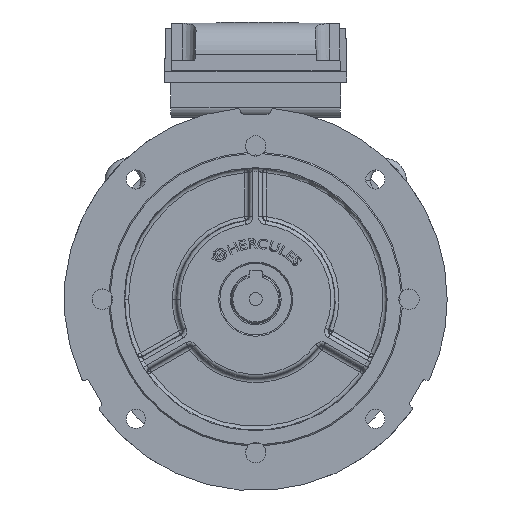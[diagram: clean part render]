
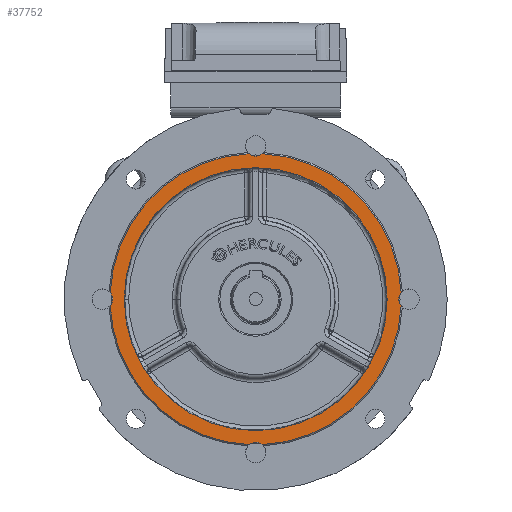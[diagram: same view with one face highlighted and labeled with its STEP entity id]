
A CAD part, top view. The second image highlights one B-rep face of the part: STEP entity #37752.
In plain terms, the highlighted planar face has unit normal (0, 0, 1).
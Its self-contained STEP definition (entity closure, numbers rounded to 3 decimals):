
#114 = EDGE_CURVE ( 'NONE', #4028, #25276, #30551, .T. ) ;
#605 = ORIENTED_EDGE ( 'NONE', *, *, #82907, .T. ) ;
#1113 = CIRCLE ( 'NONE', #34071, 8. ) ;
#2266 = VERTEX_POINT ( 'NONE', #70247 ) ;
#2473 = EDGE_CURVE ( 'NONE', #25276, #59423, #34901, .T. ) ;
#4028 = VERTEX_POINT ( 'NONE', #76734 ) ;
#5428 = VERTEX_POINT ( 'NONE', #65352 ) ;
#5539 = DIRECTION ( 'NONE',  ( 1., 0., 0. ) ) ;
#5994 = DIRECTION ( 'NONE',  ( 1., 0., 0. ) ) ;
#6389 = CARTESIAN_POINT ( 'NONE',  ( -5.156, -113.883, 66.5 ) ) ;
#7131 = CIRCLE ( 'NONE', #68709, 114. ) ;
#7300 = DIRECTION ( 'NONE',  ( 0., 0., -1. ) ) ;
#9231 = EDGE_CURVE ( 'NONE', #4028, #87280, #56121, .T. ) ;
#9587 = CARTESIAN_POINT ( 'NONE',  ( 0., -120., 66.5 ) ) ;
#10211 = AXIS2_PLACEMENT_3D ( 'NONE', #48956, #61971, #29239 ) ;
#11122 = EDGE_CURVE ( 'NONE', #17232, #43133, #28932, .T. ) ;
#11747 = CIRCLE ( 'NONE', #64726, 8. ) ;
#14111 = DIRECTION ( 'NONE',  ( 0., 0., 1. ) ) ;
#14283 = DIRECTION ( 'NONE',  ( 0., 0., 1. ) ) ;
#14821 = VERTEX_POINT ( 'NONE', #76326 ) ;
#16100 = CARTESIAN_POINT ( 'NONE',  ( -5.156, 113.883, 66.5 ) ) ;
#16178 = DIRECTION ( 'NONE',  ( 0., 1., 0. ) ) ;
#16851 = VERTEX_POINT ( 'NONE', #6389 ) ;
#17232 = VERTEX_POINT ( 'NONE', #20234 ) ;
#17508 = CARTESIAN_POINT ( 'NONE',  ( -120., 0., 66.5 ) ) ;
#18815 = CIRCLE ( 'NONE', #10211, 114. ) ;
#19300 = DIRECTION ( 'NONE',  ( 0., -1., 0. ) ) ;
#20234 = CARTESIAN_POINT ( 'NONE',  ( -102.93, 0., 66.5 ) ) ;
#21205 = CARTESIAN_POINT ( 'NONE',  ( 113.883, -5.156, 66.5 ) ) ;
#21466 = ORIENTED_EDGE ( 'NONE', *, *, #46146, .T. ) ;
#21477 = FACE_OUTER_BOUND ( 'NONE', #86551, .T. ) ;
#22879 = CARTESIAN_POINT ( 'NONE',  ( 0., 0., 66.5 ) ) ;
#25276 = VERTEX_POINT ( 'NONE', #81012 ) ;
#25940 = ORIENTED_EDGE ( 'NONE', *, *, #71997, .T. ) ;
#25993 = DIRECTION ( 'NONE',  ( 0., 0., 1. ) ) ;
#26652 = DIRECTION ( 'NONE',  ( 0., 0., 1. ) ) ;
#26876 = FACE_BOUND ( 'NONE', #73164, .T. ) ;
#27108 = DIRECTION ( 'NONE',  ( 1., 0., 0. ) ) ;
#28932 = CIRCLE ( 'NONE', #66072, 102.93 ) ;
#29144 = AXIS2_PLACEMENT_3D ( 'NONE', #87354, #25993, #19300 ) ;
#29183 = AXIS2_PLACEMENT_3D ( 'NONE', #74109, #7300, #5539 ) ;
#29239 = DIRECTION ( 'NONE',  ( 1., 0., 0. ) ) ;
#29444 = ORIENTED_EDGE ( 'NONE', *, *, #2473, .F. ) ;
#30551 = CIRCLE ( 'NONE', #29144, 8. ) ;
#32389 = EDGE_CURVE ( 'NONE', #2266, #14821, #1113, .T. ) ;
#32580 = CARTESIAN_POINT ( 'NONE',  ( 120., 0., 66.5 ) ) ;
#33625 = ORIENTED_EDGE ( 'NONE', *, *, #63150, .T. ) ;
#33854 = CARTESIAN_POINT ( 'NONE',  ( 0., 0., 66.5 ) ) ;
#34071 = AXIS2_PLACEMENT_3D ( 'NONE', #17508, #85982, #16178 ) ;
#34901 = CIRCLE ( 'NONE', #53494, 8. ) ;
#35352 = EDGE_CURVE ( 'NONE', #68766, #87280, #67058, .T. ) ;
#37673 = DIRECTION ( 'NONE',  ( 0., 0., 1. ) ) ;
#37752 = ADVANCED_FACE ( 'NONE', ( #21477, #26876 ), #49255, .T. ) ;
#41438 = DIRECTION ( 'NONE',  ( 0., 0., -1. ) ) ;
#41656 = DIRECTION ( 'NONE',  ( 0., 1., 0. ) ) ;
#42436 = VERTEX_POINT ( 'NONE', #70292 ) ;
#43133 = VERTEX_POINT ( 'NONE', #83955 ) ;
#44800 = ORIENTED_EDGE ( 'NONE', *, *, #83730, .F. ) ;
#46146 = EDGE_CURVE ( 'NONE', #43133, #17232, #67875, .T. ) ;
#46800 = ORIENTED_EDGE ( 'NONE', *, *, #9231, .T. ) ;
#47948 = CARTESIAN_POINT ( 'NONE',  ( -120., 0., 66.5 ) ) ;
#48956 = CARTESIAN_POINT ( 'NONE',  ( 0., 0., 66.5 ) ) ;
#49255 = PLANE ( 'NONE',  #60291 ) ;
#50232 = DIRECTION ( 'NONE',  ( 1., 0., 0. ) ) ;
#51912 = ORIENTED_EDGE ( 'NONE', *, *, #66243, .F. ) ;
#53494 = AXIS2_PLACEMENT_3D ( 'NONE', #32580, #71996, #86748 ) ;
#53630 = ORIENTED_EDGE ( 'NONE', *, *, #32389, .F. ) ;
#54223 = CARTESIAN_POINT ( 'NONE',  ( 0., 95., 66.5 ) ) ;
#55520 = CARTESIAN_POINT ( 'NONE',  ( 0., 120., 66.5 ) ) ;
#56121 = CIRCLE ( 'NONE', #81854, 114. ) ;
#56679 = DIRECTION ( 'NONE',  ( 0., 0., 1. ) ) ;
#59423 = VERTEX_POINT ( 'NONE', #21205 ) ;
#60291 = AXIS2_PLACEMENT_3D ( 'NONE', #54223, #68542, #81502 ) ;
#61174 = DIRECTION ( 'NONE',  ( 1., 0., 0. ) ) ;
#61971 = DIRECTION ( 'NONE',  ( 0., 0., 1. ) ) ;
#62243 = DIRECTION ( 'NONE',  ( 1., 0., 0. ) ) ;
#63150 = EDGE_CURVE ( 'NONE', #2266, #16851, #18815, .T. ) ;
#64726 = AXIS2_PLACEMENT_3D ( 'NONE', #47948, #75681, #41656 ) ;
#65185 = CIRCLE ( 'NONE', #68066, 114. ) ;
#65352 = CARTESIAN_POINT ( 'NONE',  ( 5.156, -113.883, 66.5 ) ) ;
#66072 = AXIS2_PLACEMENT_3D ( 'NONE', #68767, #41438, #61174 ) ;
#66243 = EDGE_CURVE ( 'NONE', #14821, #42436, #11747, .T. ) ;
#67058 = CIRCLE ( 'NONE', #78441, 8. ) ;
#67875 = CIRCLE ( 'NONE', #29183, 102.93 ) ;
#68066 = AXIS2_PLACEMENT_3D ( 'NONE', #33854, #26652, #5994 ) ;
#68542 = DIRECTION ( 'NONE',  ( 0., 0., 1. ) ) ;
#68709 = AXIS2_PLACEMENT_3D ( 'NONE', #75895, #14111, #27108 ) ;
#68766 = VERTEX_POINT ( 'NONE', #16100 ) ;
#68767 = CARTESIAN_POINT ( 'NONE',  ( 0., 0., 66.5 ) ) ;
#70247 = CARTESIAN_POINT ( 'NONE',  ( -113.883, -5.156, 66.5 ) ) ;
#70292 = CARTESIAN_POINT ( 'NONE',  ( -113.883, 5.156, 66.5 ) ) ;
#71996 = DIRECTION ( 'NONE',  ( 0., 0., 1. ) ) ;
#71997 = EDGE_CURVE ( 'NONE', #68766, #42436, #7131, .T. ) ;
#73164 = EDGE_LOOP ( 'NONE', ( #21466, #84356 ) ) ;
#74109 = CARTESIAN_POINT ( 'NONE',  ( 0., 0., 66.5 ) ) ;
#75245 = CIRCLE ( 'NONE', #86684, 8. ) ;
#75681 = DIRECTION ( 'NONE',  ( 0., 0., 1. ) ) ;
#75895 = CARTESIAN_POINT ( 'NONE',  ( 0., 0., 66.5 ) ) ;
#76326 = CARTESIAN_POINT ( 'NONE',  ( -112., 0., 66.5 ) ) ;
#76734 = CARTESIAN_POINT ( 'NONE',  ( 113.883, 5.156, 66.5 ) ) ;
#77905 = CARTESIAN_POINT ( 'NONE',  ( 5.156, 113.883, 66.5 ) ) ;
#78441 = AXIS2_PLACEMENT_3D ( 'NONE', #55520, #14283, #62243 ) ;
#79552 = ORIENTED_EDGE ( 'NONE', *, *, #35352, .F. ) ;
#79960 = ORIENTED_EDGE ( 'NONE', *, *, #114, .F. ) ;
#81012 = CARTESIAN_POINT ( 'NONE',  ( 112., 0., 66.5 ) ) ;
#81502 = DIRECTION ( 'NONE',  ( 1., 0., 0. ) ) ;
#81854 = AXIS2_PLACEMENT_3D ( 'NONE', #22879, #37673, #50232 ) ;
#82907 = EDGE_CURVE ( 'NONE', #5428, #59423, #65185, .T. ) ;
#83730 = EDGE_CURVE ( 'NONE', #5428, #16851, #75245, .T. ) ;
#83955 = CARTESIAN_POINT ( 'NONE',  ( 102.93, 0., 66.5 ) ) ;
#83968 = DIRECTION ( 'NONE',  ( -1., 0., 0. ) ) ;
#84356 = ORIENTED_EDGE ( 'NONE', *, *, #11122, .T. ) ;
#85982 = DIRECTION ( 'NONE',  ( 0., 0., 1. ) ) ;
#86551 = EDGE_LOOP ( 'NONE', ( #44800, #605, #29444, #79960, #46800, #79552, #25940, #51912, #53630, #33625 ) ) ;
#86684 = AXIS2_PLACEMENT_3D ( 'NONE', #9587, #56679, #83968 ) ;
#86748 = DIRECTION ( 'NONE',  ( 0., -1., 0. ) ) ;
#87280 = VERTEX_POINT ( 'NONE', #77905 ) ;
#87354 = CARTESIAN_POINT ( 'NONE',  ( 120., 0., 66.5 ) ) ;
